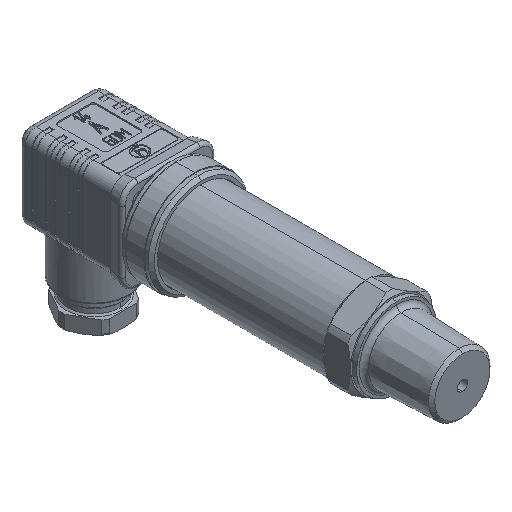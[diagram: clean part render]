
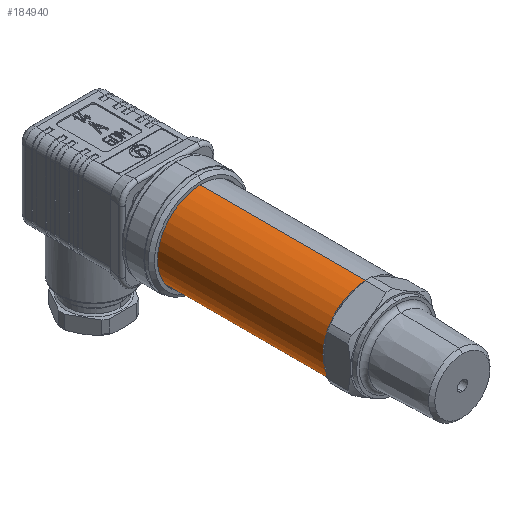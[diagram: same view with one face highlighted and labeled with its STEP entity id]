
A CAD part, isometric view. The second image highlights one B-rep face of the part: STEP entity #184940.
In plain terms, the highlighted cylindrical face has radius 14 mm (diameter 28 mm), a partial arc.
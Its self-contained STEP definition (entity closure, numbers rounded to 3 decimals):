
#85740=CARTESIAN_POINT('',(0.,-9.,0.));
#85750=DIRECTION('',(0.,-1.,0.));
#85760=DIRECTION('',(-1.,0.,0.));
#85770=AXIS2_PLACEMENT_3D('',#85740,#85750,#85760);
#85780=CIRCLE('',#85770,14.);
#85790=CARTESIAN_POINT('',(14.,-9.,0.))
;
#85800=VERTEX_POINT('',#85790);
#85810=CARTESIAN_POINT('',(-14.,-9.,0.));
#85820=VERTEX_POINT('',#85810);
#85830=EDGE_CURVE('',#85800,#85820,#85780,.T.);
#98740=CARTESIAN_POINT('',(0.,-64.258,0.));
#98750=DIRECTION('',(0.,-1.,0.));
#98760=DIRECTION('',(-1.,0.,0.));
#98770=AXIS2_PLACEMENT_3D('',#98740,#98750,#98760);
#98780=CIRCLE('',#98770,14.);
#98790=CARTESIAN_POINT('',(14.,-64.258,0.));
#98800=VERTEX_POINT('',#98790);
#98810=CARTESIAN_POINT('',(-14.,-64.258,0.));
#98820=VERTEX_POINT('',#98810);
#98830=EDGE_CURVE('',#98800,#98820,#98780,.T.);
#117580=CARTESIAN_POINT('',(-14.,-36.758,0.));
#117590=DIRECTION('',(0.,-1.,0.));
#117600=VECTOR('',#117590,1.);
#117610=LINE('',#117580,#117600);
#117620=EDGE_CURVE('',#85820,#98820,#117610,.T.);
#117650=CARTESIAN_POINT('',(14.,-36.758,0.))
;
#117660=DIRECTION('',(0.,-1.,0.));
#117670=VECTOR('',#117660,1.);
#117680=LINE('',#117650,#117670);
#117690=EDGE_CURVE('',#85800,#98800,#117680,.T.);
#184830=CARTESIAN_POINT('',(0.,-36.758,0.));
#184840=DIRECTION('',(0.,-1.,0.));
#184850=DIRECTION('',(-1.,0.,0.));
#184860=AXIS2_PLACEMENT_3D('',#184830,#184840,#184850);
#184870=CYLINDRICAL_SURFACE('',#184860,14.);
#184880=ORIENTED_EDGE('',*,*,#85830,.T.);
#184890=ORIENTED_EDGE('',*,*,#117690,.F.);
#184900=ORIENTED_EDGE('',*,*,#98830,.F.);
#184910=ORIENTED_EDGE('',*,*,#117620,.T.);
#184920=EDGE_LOOP('',(#184910,#184900,#184890,#184880));
#184930=FACE_OUTER_BOUND('',#184920,.T.);
#184940=ADVANCED_FACE('',(#184930),#184870,.T.);
